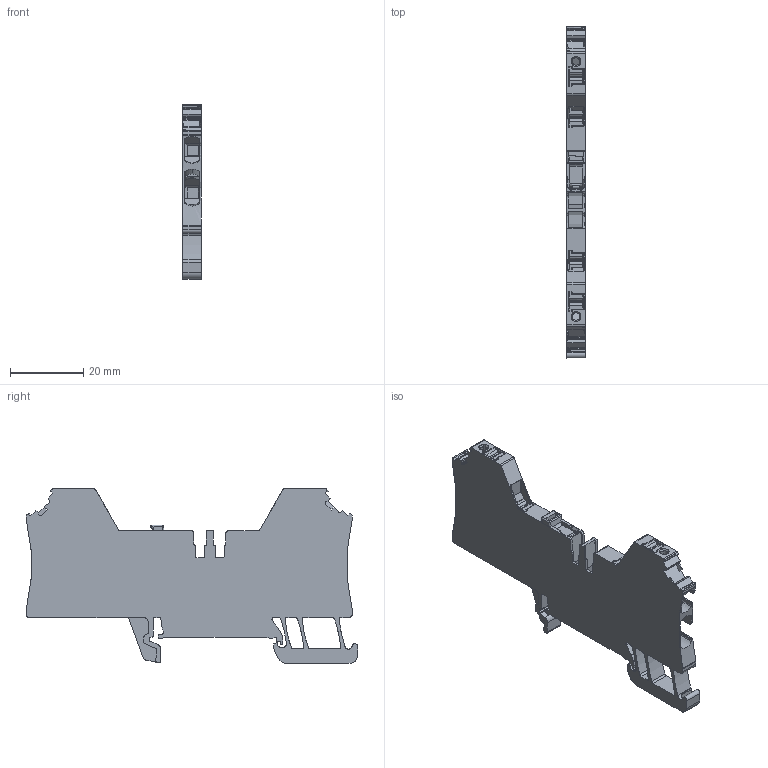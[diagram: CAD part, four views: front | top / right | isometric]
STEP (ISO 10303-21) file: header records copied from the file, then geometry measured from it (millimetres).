
FILE_DESCRIPTION(('CATIA V5 STEP Exchange','CAx-IF Rec.Pracs.--- Model Styling and Organization---1.4--- 2014-01-23'),'2;1');
FILE_NAME ('1481835-2_0', '2023-04-20T08:30:20+00:00', ('none'), ('Weidmueller'), 'CATIA Version 5-6 Release 2016 SP3 HF44', 'CATIA V5 STEP AP214', 'none');
FILE_SCHEMA(('AUTOMOTIVE_DESIGN { 1 0 10303 214 1 1 1 1 }'));
Length unit declared in the file: millimetre
Products named in the file (1): 2898730000
Bounding box: 5.1 x 90.43 x 47.55 mm (x, y, z)
Volume: 11686.3 mm3; surface area: 10313 mm2
Topology: 6 solids, 6 shells, 1212 faces, 3375 edges, 2172 vertices
Faces by surface type: plane 526, cylinder 408, extrusion 122, bspline 72, cone 54, torus 20, sphere 10
Entity records: 45113 total; most frequent: CARTESIAN_POINT 16169, ORIENTED_EDGE 6718, DIRECTION 4644, EDGE_CURVE 3359, VECTOR 2172, VERTEX_POINT 2172, LINE 2050, AXIS2_PLACEMENT_3D 1566
